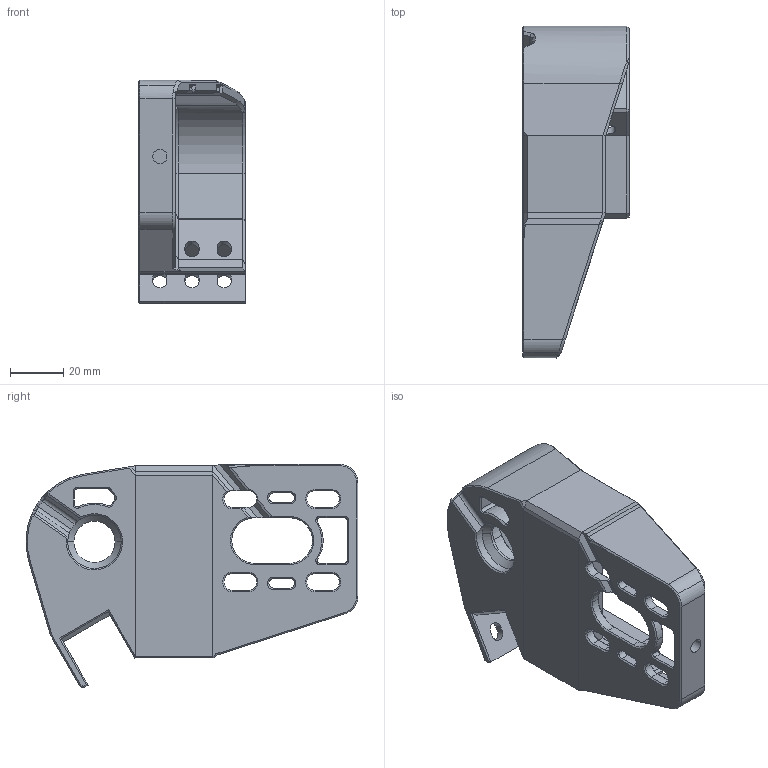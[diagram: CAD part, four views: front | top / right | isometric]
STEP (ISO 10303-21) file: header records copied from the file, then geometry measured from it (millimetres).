
FILE_DESCRIPTION(/* description */ ('Alibre Inc.'),/* implementation_level */ '2;1');
FILE_NAME(/* name */ 'export-ED4CE42E-E371-4B83-8D95-EDCA8D9868ED',/* time_stamp */ '2024-04-29T17:08:19-07:00',/* author */ (''),/* organization */ (''),/* preprocessor_version */ 'ST-DEVELOPER v17',/* originating_system */ 'Alibre',/* authorisation */ '');
FILE_SCHEMA (('CONFIG_CONTROL_DESIGN'));
Length unit declared in the file: millimetre
Bounding box: 40 x 124.1 x 83.56 mm (x, y, z)
Volume: 93929.7 mm3; surface area: 38242.6 mm2
Topology: 3 solids, 3 shells, 450 faces, 1140 edges, 692 vertices
Faces by surface type: plane 241, cone 113, cylinder 79, bspline 17
Entity records: 14047 total; most frequent: CARTESIAN_POINT 3096, ORIENTED_EDGE 2280, DIRECTION 1971, EDGE_CURVE 1140, VECTOR 782, LINE 782, AXIS2_PLACEMENT_3D 713, VERTEX_POINT 692
